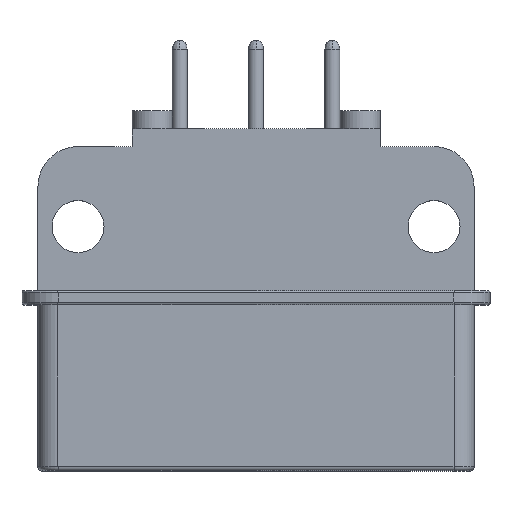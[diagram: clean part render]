
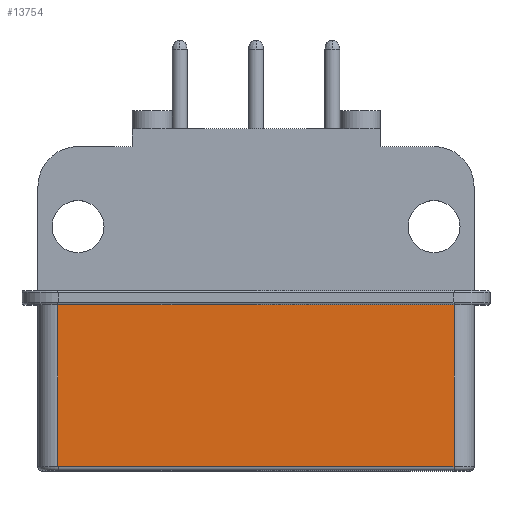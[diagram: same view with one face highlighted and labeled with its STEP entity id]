
A CAD part, top view. The second image highlights one B-rep face of the part: STEP entity #13754.
In plain terms, the highlighted planar face has unit normal (0, 0, 1).
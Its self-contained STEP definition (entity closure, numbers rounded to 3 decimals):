
#753=DIRECTION('',(-1.,0.,0.));
#754=VECTOR('',#753,19.8);
#755=CARTESIAN_POINT('',(9.9,-7.6,9.9));
#756=LINE('',#755,#754);
#786=DIRECTION('',(0.,1.,0.));
#787=VECTOR('',#786,8.1);
#788=CARTESIAN_POINT('',(-9.9,-7.6,9.9));
#789=LINE('',#788,#787);
#790=DIRECTION('',(-1.,0.,0.));
#791=VECTOR('',#790,19.8);
#792=CARTESIAN_POINT('',(9.9,0.5,9.9));
#793=LINE('',#792,#791);
#794=DIRECTION('',(0.,1.,0.));
#795=VECTOR('',#794,8.1);
#796=CARTESIAN_POINT('',(9.9,-7.6,9.9));
#797=LINE('',#796,#795);
#10201=CARTESIAN_POINT('',(9.9,0.5,9.9));
#10202=CARTESIAN_POINT('',(-9.9,0.5,9.9));
#10203=VERTEX_POINT('',#10201);
#10204=VERTEX_POINT('',#10202);
#10435=CARTESIAN_POINT('',(9.9,-7.6,9.9));
#10436=VERTEX_POINT('',#10435);
#10439=CARTESIAN_POINT('',(-9.9,-7.6,9.9));
#10440=VERTEX_POINT('',#10439);
#13742=CARTESIAN_POINT('',(10.9,1.2,9.9));
#13743=DIRECTION('',(0.,0.,1.));
#13744=DIRECTION('',(-1.,0.,0.));
#13745=AXIS2_PLACEMENT_3D('',#13742,#13743,#13744);
#13746=PLANE('',#13745);
#13747=ORIENTED_EDGE('',*,*,#13710,.T.);
#13748=ORIENTED_EDGE('',*,*,#13737,.T.);
#13749=ORIENTED_EDGE('',*,*,#13503,.F.);
#13751=ORIENTED_EDGE('',*,*,#13750,.F.);
#13752=EDGE_LOOP('',(#13747,#13748,#13749,#13751));
#13753=FACE_OUTER_BOUND('',#13752,.F.);
#13754=ADVANCED_FACE('',(#13753),#13746,.T.);
#13503=EDGE_CURVE('',#10203,#10204,#793,.T.);
#13710=EDGE_CURVE('',#10436,#10440,#756,.T.);
#13737=EDGE_CURVE('',#10440,#10204,#789,.T.);
#13750=EDGE_CURVE('',#10436,#10203,#797,.T.);
